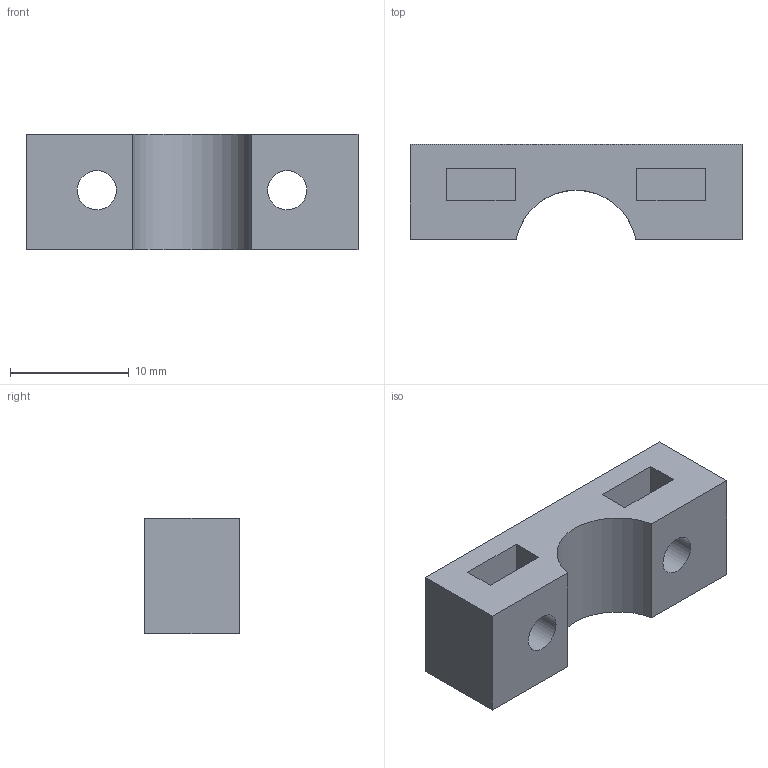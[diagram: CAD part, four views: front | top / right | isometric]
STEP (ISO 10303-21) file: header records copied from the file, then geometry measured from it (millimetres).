
FILE_DESCRIPTION(('FreeCAD Model'),'2;1');
FILE_NAME('Open CASCADE Shape Model','2025-10-26T16:38:58',(''),(''), 'Open CASCADE STEP processor 7.7','FreeCAD','Unknown');
FILE_SCHEMA(('AUTOMOTIVE_DESIGN { 1 0 10303 214 1 1 1 1 }'));
Length unit declared in the file: millimetre
Products named in the file (1): SlidingBodyBrakePad
Bounding box: 28 x 8 x 9.7 mm (x, y, z)
Volume: 1517.3 mm3; surface area: 1446.6 mm2
Topology: 1 solids, 1 shells, 22 faces, 54 edges, 36 vertices
Faces by surface type: plane 17, cylinder 5
Full cylindrical faces by diameter (mm): 3.3 x4
Entity records: 686 total; most frequent: CARTESIAN_POINT 113, DIRECTION 110, ORIENTED_EDGE 108, EDGE_CURVE 54, LINE 44, VECTOR 44, VERTEX_POINT 36, AXIS2_PLACEMENT_3D 33
